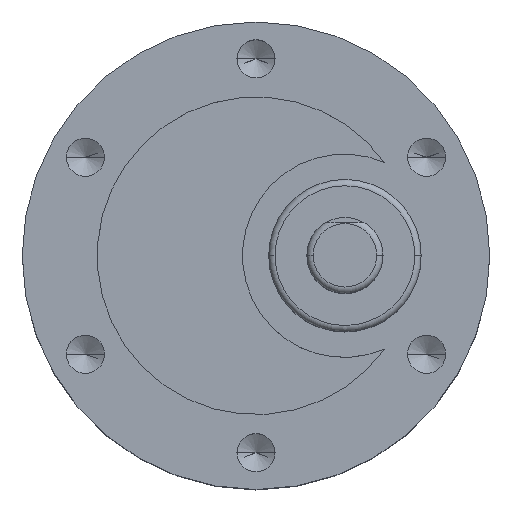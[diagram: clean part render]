
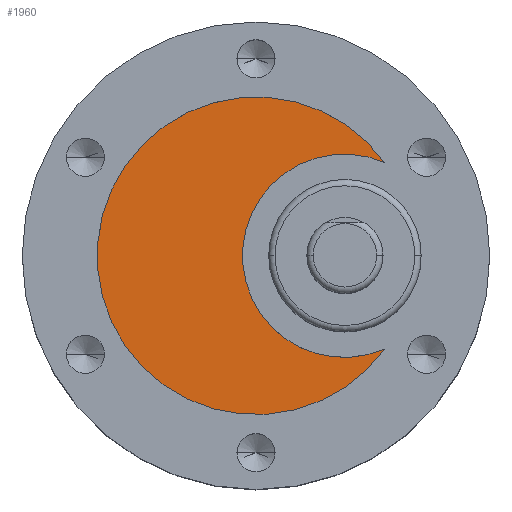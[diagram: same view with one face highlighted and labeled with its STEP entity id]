
A CAD part, top view. The second image highlights one B-rep face of the part: STEP entity #1960.
In plain terms, the highlighted planar face has unit normal (0, 0, 1).
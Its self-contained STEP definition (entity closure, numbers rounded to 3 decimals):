
#41 = AXIS2_PLACEMENT_3D ( 'NONE', #809, #808, #807 ) ;
#43 = CIRCLE ( 'NONE', #41, 8. ) ;
#171 = AXIS2_PLACEMENT_3D ( 'NONE', #990, #1160, #1162 ) ;
#294 = CIRCLE ( 'NONE', #303, 12.5 ) ;
#303 = AXIS2_PLACEMENT_3D ( 'NONE', #1226, #1227, #1211 ) ;
#807 = DIRECTION ( 'NONE',  ( 1., 0., 0. ) ) ;
#808 = DIRECTION ( 'NONE',  ( 0., 0., -1. ) ) ;
#809 = CARTESIAN_POINT ( 'NONE',  ( 6.94, 0., 19. ) ) ;
#930 = CARTESIAN_POINT ( 'NONE',  ( 10.116, -7.343, 19. ) ) ;
#945 = CARTESIAN_POINT ( 'NONE',  ( 10.116, 7.343, 19. ) ) ;
#988 = PLANE ( 'NONE',  #171 ) ;
#990 = CARTESIAN_POINT ( 'NONE',  ( 3.47, 0., 19. ) ) ;
#1160 = DIRECTION ( 'NONE',  ( 0., 0., 1. ) ) ;
#1162 = DIRECTION ( 'NONE',  ( 1., 0., 0. ) ) ;
#1211 = DIRECTION ( 'NONE',  ( 1., 0., 0. ) ) ;
#1212 = FACE_OUTER_BOUND ( 'NONE', #1528, .T. ) ;
#1226 = CARTESIAN_POINT ( 'NONE',  ( 0., 0., 19. ) ) ;
#1227 = DIRECTION ( 'NONE',  ( 0., 0., 1. ) ) ;
#1363 = VERTEX_POINT ( 'NONE', #930 ) ;
#1407 = VERTEX_POINT ( 'NONE', #945 ) ;
#1528 = EDGE_LOOP ( 'NONE', ( #1690, #1794 ) ) ;
#1690 = ORIENTED_EDGE ( 'NONE', *, *, #2115, .T. ) ;
#1794 = ORIENTED_EDGE ( 'NONE', *, *, #1967, .T. ) ;
#1960 = ADVANCED_FACE ( 'NONE', ( #1212 ), #988, .T. ) ;
#1967 = EDGE_CURVE ( 'NONE', #1407, #1363, #294, .T. ) ;
#2115 = EDGE_CURVE ( 'NONE', #1363, #1407, #43, .T. ) ;
